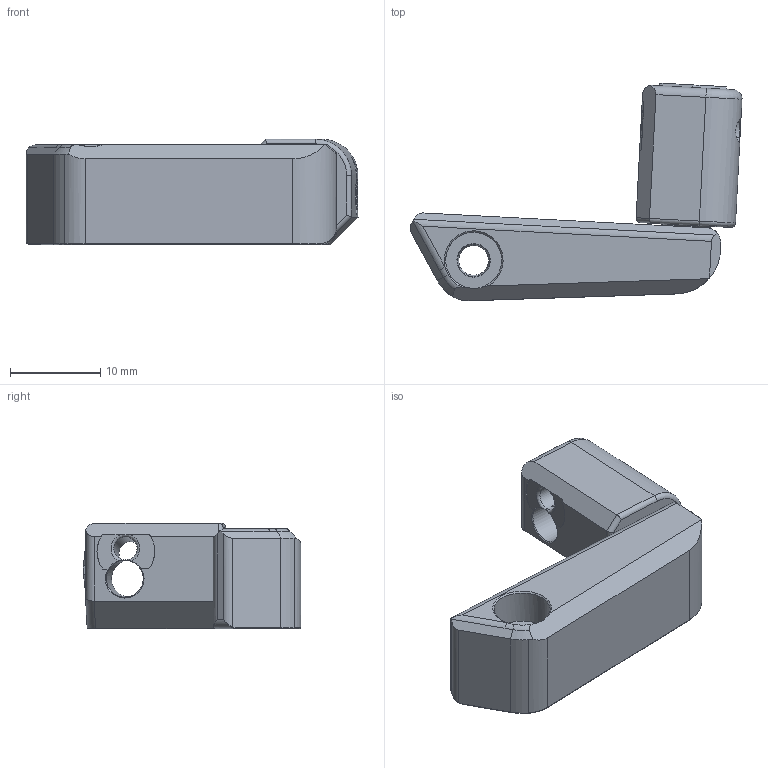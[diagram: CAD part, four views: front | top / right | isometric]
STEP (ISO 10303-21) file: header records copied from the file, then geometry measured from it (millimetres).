
FILE_DESCRIPTION(('FreeCAD Model'),'2;1');
FILE_NAME('mmu2-s-holder-b.step', '2018-08-28T17:08:00',('Author'),(''), 'Open CASCADE STEP processor 6.8','FreeCAD','Unknown');
FILE_SCHEMA(('AUTOMOTIVE_DESIGN_CC2 { 1 2 10303 214 -1 1 5 4 }'));
Length unit declared in the file: millimetre
Products named in the file (1): s-holder-b
Bounding box: 36.69 x 24.04 x 11.65 mm (x, y, z)
Volume: 4257.8 mm3; surface area: 2400.8 mm2
Topology: 1 solids, 1 shells, 92 faces, 240 edges, 145 vertices
Faces by surface type: plane 34, cylinder 33, cone 8, torus 8, bspline 8, sphere 1
Full cylindrical faces by diameter (mm): 2.56 x1, 3.3 x1, 4.08 x1, 6.2 x1
Entity records: 12418 total; most frequent: CARTESIAN_POINT 8153, DIRECTION 668, ORIENTED_EDGE 472, PCURVE 472, DEFINITIONAL_REPRESENTATION 472, LINE 285, VECTOR 285, B_SPLINE_CURVE_WITH_KNOTS 276
